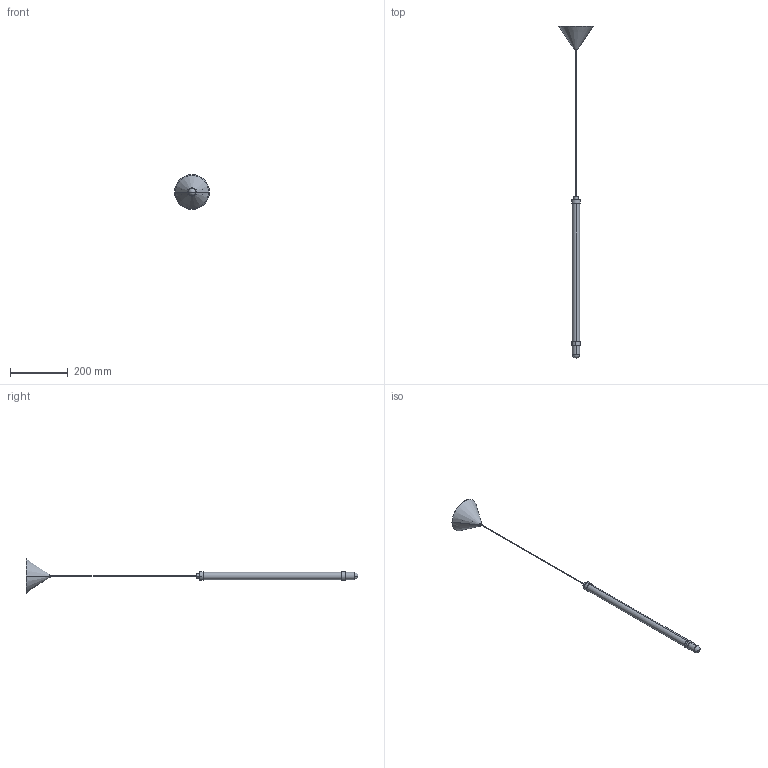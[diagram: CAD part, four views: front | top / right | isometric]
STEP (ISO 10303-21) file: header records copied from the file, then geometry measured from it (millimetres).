
FILE_DESCRIPTION (( 'STEP AP203' ), '1' );
FILE_NAME ('WA 24 P._exported.step', '2025-02-09T08:50:13', ( '' ), ( '' ), 'SwSTEP 2.0', 'SolidWorks 2023', '' );
FILE_SCHEMA (( 'CONFIG_CONTROL_DESIGN' ));
Length unit declared in the file: millimetre
Products named in the file (1): WA 24 P._exported
Bounding box: 120 x 1152 x 120 mm (x, y, z)
Surface area: 107824.3 mm2 (no closed solid volume)
Topology: 0 solids, 12 shells, 108 faces, 397 edges, 296 vertices
Faces by surface type: cylinder 70, plane 24, cone 10, torus 2, sphere 2
Entity records: 4422 total; most frequent: CARTESIAN_POINT 859, DIRECTION 822, ORIENTED_EDGE 589, EDGE_CURVE 395, AXIS2_PLACEMENT_3D 322, VERTEX_POINT 296, CIRCLE 213, LINE 178
